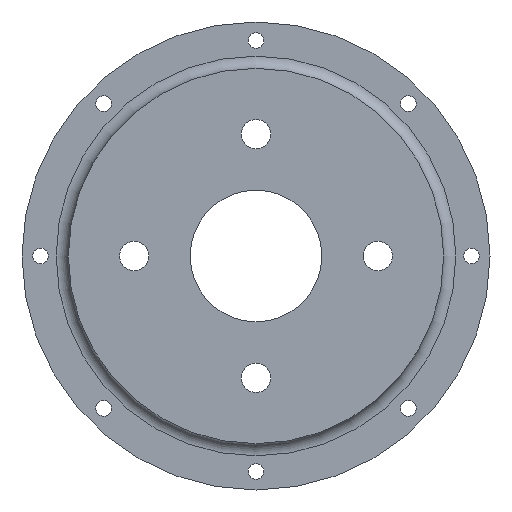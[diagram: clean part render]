
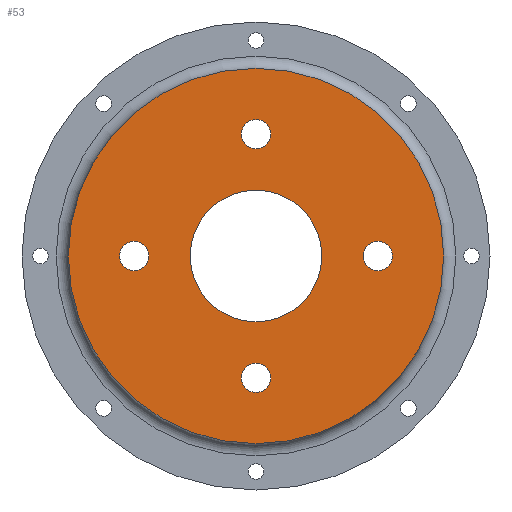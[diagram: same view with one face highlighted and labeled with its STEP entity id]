
A CAD part, front view. The second image highlights one B-rep face of the part: STEP entity #53.
In plain terms, the highlighted planar face has unit normal (0, -1, 0).
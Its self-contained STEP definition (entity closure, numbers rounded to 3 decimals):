
#53=ADVANCED_FACE('',(#80,#81,#82,#83,#84,#85),#76,.F.);
#76=PLANE('',#402);
#80=FACE_BOUND('',#150,.T.);
#81=FACE_BOUND('',#151,.T.);
#82=FACE_BOUND('',#152,.T.);
#83=FACE_BOUND('',#153,.T.);
#84=FACE_BOUND('',#154,.T.);
#85=FACE_BOUND('',#155,.T.);
#150=EDGE_LOOP('',(#220));
#151=EDGE_LOOP('',(#221));
#152=EDGE_LOOP('',(#222));
#153=EDGE_LOOP('',(#223));
#154=EDGE_LOOP('',(#224));
#155=EDGE_LOOP('',(#225));
#220=ORIENTED_EDGE('',*,*,#325,.T.);
#221=ORIENTED_EDGE('',*,*,#326,.T.);
#222=ORIENTED_EDGE('',*,*,#327,.T.);
#223=ORIENTED_EDGE('',*,*,#328,.T.);
#224=ORIENTED_EDGE('',*,*,#329,.F.);
#225=ORIENTED_EDGE('',*,*,#330,.T.);
#290=VERTEX_POINT('',#574);
#291=VERTEX_POINT('',#576);
#292=VERTEX_POINT('',#578);
#293=VERTEX_POINT('',#580);
#294=VERTEX_POINT('',#582);
#295=VERTEX_POINT('',#584);
#325=EDGE_CURVE('',#290,#290,#360,.T.);
#326=EDGE_CURVE('',#291,#291,#361,.T.);
#327=EDGE_CURVE('',#292,#292,#362,.T.);
#328=EDGE_CURVE('',#293,#293,#363,.T.);
#329=EDGE_CURVE('',#294,#294,#364,.T.);
#330=EDGE_CURVE('',#295,#295,#365,.T.);
#360=CIRCLE('',#396,6.);
#361=CIRCLE('',#397,6.);
#362=CIRCLE('',#398,6.);
#363=CIRCLE('',#399,6.);
#364=CIRCLE('',#400,27.);
#365=CIRCLE('',#401,77.);
#396=AXIS2_PLACEMENT_3D('',#573,#456,#457);
#397=AXIS2_PLACEMENT_3D('',#575,#458,#459);
#398=AXIS2_PLACEMENT_3D('',#577,#460,#461);
#399=AXIS2_PLACEMENT_3D('',#579,#462,#463);
#400=AXIS2_PLACEMENT_3D('',#581,#464,#465);
#401=AXIS2_PLACEMENT_3D('',#583,#466,#467);
#402=AXIS2_PLACEMENT_3D('',#585,#468,#469);
#456=DIRECTION('',(0.,1.,0.));
#457=DIRECTION('',(0.,0.,1.));
#458=DIRECTION('',(0.,1.,0.));
#459=DIRECTION('',(0.,0.,1.));
#460=DIRECTION('',(0.,1.,0.));
#461=DIRECTION('',(0.,0.,1.));
#462=DIRECTION('',(0.,1.,0.));
#463=DIRECTION('',(0.,0.,1.));
#464=DIRECTION('',(0.,-1.,0.));
#465=DIRECTION('',(0.,0.,-1.));
#466=DIRECTION('',(0.,-1.,0.));
#467=DIRECTION('',(0.,0.,-1.));
#468=DIRECTION('',(0.,1.,0.));
#469=DIRECTION('',(0.,0.,1.));
#573=CARTESIAN_POINT('',(50.,0.,0.));
#574=CARTESIAN_POINT('',(50.,0.,6.));
#575=CARTESIAN_POINT('',(0.,0.,50.));
#576=CARTESIAN_POINT('',(0.,0.,56.));
#577=CARTESIAN_POINT('',(0.,0.,-50.));
#578=CARTESIAN_POINT('',(0.,0.,-44.));
#579=CARTESIAN_POINT('',(-50.,0.,0.));
#580=CARTESIAN_POINT('',(-50.,0.,6.));
#581=CARTESIAN_POINT('',(0.,0.,0.));
#582=CARTESIAN_POINT('',(0.,0.,-27.));
#583=CARTESIAN_POINT('',(0.,0.,0.));
#584=CARTESIAN_POINT('',(0.,0.,-77.));
#585=CARTESIAN_POINT('',(0.,0.,77.));
